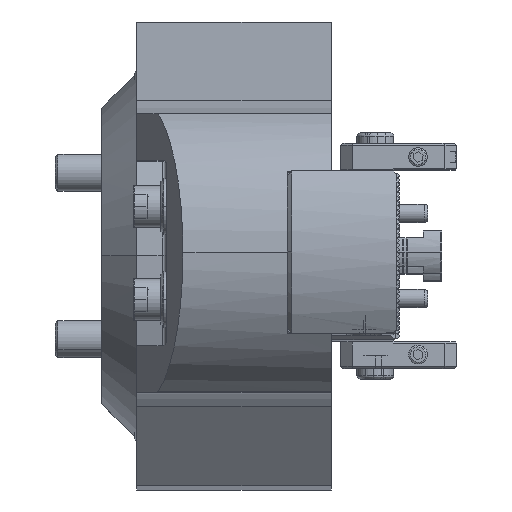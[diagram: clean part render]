
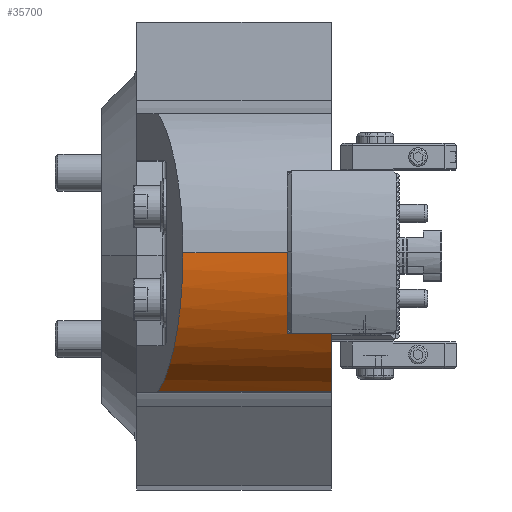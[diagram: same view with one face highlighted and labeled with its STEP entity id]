
A CAD part, top view. The second image highlights one B-rep face of the part: STEP entity #35700.
In plain terms, the highlighted cylindrical face has radius 65 mm (diameter 130 mm), a partial arc.
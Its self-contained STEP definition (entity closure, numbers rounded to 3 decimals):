
#28 = LINE ( 'NONE', #198, #31101 ) ;
#198 = CARTESIAN_POINT ( 'NONE',  ( 99., -35., 804.772 ) ) ;
#287 = DIRECTION ( 'NONE',  ( 1., 0., 0. ) ) ;
#730 = DIRECTION ( 'NONE',  ( -1., 0., 0. ) ) ;
#2799 = DIRECTION ( 'NONE',  ( -1., 0., 0. ) ) ;
#3274 = EDGE_CURVE ( 'NONE', #32695, #20327, #10921, .T. ) ;
#4016 = CARTESIAN_POINT ( 'NONE',  ( 80., 0., 815. ) ) ;
#4077 = EDGE_CURVE ( 'NONE', #31824, #32695, #28, .T. ) ;
#5015 = FACE_OUTER_BOUND ( 'NONE', #11598, .T. ) ;
#5287 = CARTESIAN_POINT ( 'NONE',  ( 80., -35., 804.772 ) ) ;
#6823 = CARTESIAN_POINT ( 'NONE',  ( 24.282, -60., 775. ) ) ;
#8114 = CARTESIAN_POINT ( 'NONE',  ( 99., 0., 750. ) ) ;
#8971 = ORIENTED_EDGE ( 'NONE', *, *, #15391, .F. ) ;
#9312 = ORIENTED_EDGE ( 'NONE', *, *, #14571, .T. ) ;
#9753 = CARTESIAN_POINT ( 'NONE',  ( 35., 0., 815. ) ) ;
#10921 = CIRCLE ( 'NONE', #16865, 65. ) ;
#11340 = CARTESIAN_POINT ( 'NONE',  ( 99., 0., 815. ) ) ;
#11598 = EDGE_LOOP ( 'NONE', ( #15970, #9312, #8971, #30941, #11858, #18548 ) ) ;
#11858 = ORIENTED_EDGE ( 'NONE', *, *, #3274, .F. ) ;
#13756 = EDGE_CURVE ( 'NONE', #31824, #31020, #29184, .T. ) ;
#14262 = DIRECTION ( 'NONE',  ( -1., 0., 0. ) ) ;
#14571 = EDGE_CURVE ( 'NONE', #31020, #31595, #33356, .T. ) ;
#15391 = EDGE_CURVE ( 'NONE', #22948, #31595, #17453, .T. ) ;
#15970 = ORIENTED_EDGE ( 'NONE', *, *, #13756, .T. ) ;
#16435 = VECTOR ( 'NONE', #26153, 1000. ) ;
#16865 = AXIS2_PLACEMENT_3D ( 'NONE', #36139, #36059, #36006 ) ;
#17453 =( BOUNDED_CURVE ( )  B_SPLINE_CURVE ( 3, ( #30971, #33940, #36923, #18955 ),
 .UNSPECIFIED., .F., .T. ) 
 B_SPLINE_CURVE_WITH_KNOTS ( ( 4, 4 ),
 ( 1.966, 3.142 ),
 .UNSPECIFIED. ) 
 CURVE ( )  GEOMETRIC_REPRESENTATION_ITEM ( )  RATIONAL_B_SPLINE_CURVE ( ( 1., 0.888, 0.888, 1. ) ) 
 REPRESENTATION_ITEM ( '' )  );
#18548 = ORIENTED_EDGE ( 'NONE', *, *, #4077, .F. ) ;
#18743 = CARTESIAN_POINT ( 'NONE',  ( 80., 0., 750. ) ) ;
#18955 = CARTESIAN_POINT ( 'NONE',  ( 35., 0., 815. ) ) ;
#20260 = CARTESIAN_POINT ( 'NONE',  ( 99., -35., 804.772 ) ) ;
#20327 = VERTEX_POINT ( 'NONE', #20709 ) ;
#20709 = CARTESIAN_POINT ( 'NONE',  ( 99., -60., 775. ) ) ;
#21065 = VECTOR ( 'NONE', #2799, 1000. ) ;
#21744 = DIRECTION ( 'NONE',  ( 0., 0., 1. ) ) ;
#22214 = EDGE_CURVE ( 'NONE', #20327, #22948, #37007, .T. ) ;
#22948 = VERTEX_POINT ( 'NONE', #6823 ) ;
#26153 = DIRECTION ( 'NONE',  ( -1., 0., 0. ) ) ;
#28013 = CYLINDRICAL_SURFACE ( 'NONE', #33675, 65. ) ;
#29184 = CIRCLE ( 'NONE', #32945, 65. ) ;
#30941 = ORIENTED_EDGE ( 'NONE', *, *, #22214, .F. ) ;
#30971 = CARTESIAN_POINT ( 'NONE',  ( 24.282, -60., 775. ) ) ;
#31020 = VERTEX_POINT ( 'NONE', #4016 ) ;
#31101 = VECTOR ( 'NONE', #287, 1000. ) ;
#31595 = VERTEX_POINT ( 'NONE', #9753 ) ;
#31824 = VERTEX_POINT ( 'NONE', #5287 ) ;
#32695 = VERTEX_POINT ( 'NONE', #20260 ) ;
#32945 = AXIS2_PLACEMENT_3D ( 'NONE', #18743, #730, #21744 ) ;
#33356 = LINE ( 'NONE', #11340, #16435 ) ;
#33675 = AXIS2_PLACEMENT_3D ( 'NONE', #8114, #14262, #38133 ) ;
#33940 = CARTESIAN_POINT ( 'NONE',  ( 30.977, -49.589, 799.986 ) ) ;
#35700 = ADVANCED_FACE ( 'NONE', ( #5015 ), #28013, .T. ) ;
#36006 = DIRECTION ( 'NONE',  ( 0., 0., -1. ) ) ;
#36059 = DIRECTION ( 'NONE',  ( 1., 0., 0. ) ) ;
#36139 = CARTESIAN_POINT ( 'NONE',  ( 99., 0., 750. ) ) ;
#36923 = CARTESIAN_POINT ( 'NONE',  ( 35., -27.068, 815. ) ) ;
#37007 = LINE ( 'NONE', #38705, #21065 ) ;
#38133 = DIRECTION ( 'NONE',  ( 0., 0., 1. ) ) ;
#38705 = CARTESIAN_POINT ( 'NONE',  ( 99., -60., 775. ) ) ;
